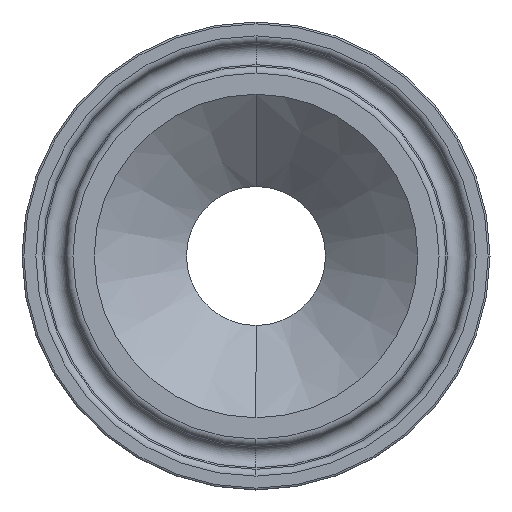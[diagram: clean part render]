
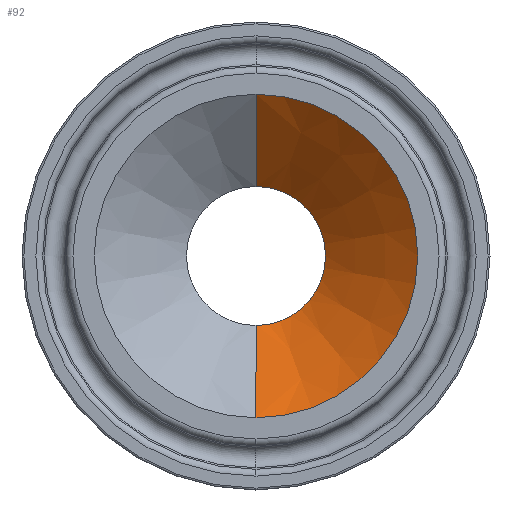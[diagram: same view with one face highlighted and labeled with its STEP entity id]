
A CAD part, left-side view. The second image highlights one B-rep face of the part: STEP entity #92.
In plain terms, the highlighted conical face has half-angle 50.507 degrees and reference radius 7.5 mm.
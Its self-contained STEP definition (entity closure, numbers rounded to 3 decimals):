
#28 = AXIS2_PLACEMENT_3D ( 'NONE', #395, #557, #326 ) ;
#39 = ORIENTED_EDGE ( 'NONE', *, *, #243, .T. ) ;
#52 = DIRECTION ( 'NONE',  ( -1., 0., 0. ) ) ;
#72 = DIRECTION ( 'NONE',  ( -0.636, 0., 0.772 ) ) ;
#80 = CIRCLE ( 'NONE', #143, 7.5 ) ;
#87 = EDGE_CURVE ( 'NONE', #769, #655, #464, .T. ) ;
#92 = ADVANCED_FACE ( 'NONE', ( #1037 ), #1021, .F. ) ;
#93 = AXIS2_PLACEMENT_3D ( 'NONE', #373, #52, #204 ) ;
#108 = CARTESIAN_POINT ( 'NONE',  ( 0., 0., 17.45 ) ) ;
#143 = AXIS2_PLACEMENT_3D ( 'NONE', #165, #885, #982 ) ;
#160 = CARTESIAN_POINT ( 'NONE',  ( 8.2, 0., 7.5 ) ) ;
#165 = CARTESIAN_POINT ( 'NONE',  ( 8.2, 0., 0. ) ) ;
#204 = DIRECTION ( 'NONE',  ( 0., 0., 1. ) ) ;
#221 = ORIENTED_EDGE ( 'NONE', *, *, #231, .F. ) ;
#229 = ORIENTED_EDGE ( 'NONE', *, *, #87, .T. ) ;
#231 = EDGE_CURVE ( 'NONE', #769, #607, #80, .T. ) ;
#243 = EDGE_CURVE ( 'NONE', #655, #374, #662, .T. ) ;
#253 = EDGE_CURVE ( 'NONE', #607, #374, #409, .T. ) ;
#290 = ORIENTED_EDGE ( 'NONE', *, *, #253, .F. ) ;
#301 = VECTOR ( 'NONE', #72, 1000. ) ;
#314 = CARTESIAN_POINT ( 'NONE',  ( 8.2, 0., 7.5 ) ) ;
#326 = DIRECTION ( 'NONE',  ( 0., 0., 1. ) ) ;
#373 = CARTESIAN_POINT ( 'NONE',  ( 8.2, 0., 0. ) ) ;
#374 = VERTEX_POINT ( 'NONE', #108 ) ;
#395 = CARTESIAN_POINT ( 'NONE',  ( 0., 0., 0. ) ) ;
#409 = LINE ( 'NONE', #314, #301 ) ;
#464 = LINE ( 'NONE', #782, #465 ) ;
#465 = VECTOR ( 'NONE', #698, 1000. ) ;
#557 = DIRECTION ( 'NONE',  ( -1., 0., 0. ) ) ;
#572 = CARTESIAN_POINT ( 'NONE',  ( 8.2, 0., -7.5 ) ) ;
#607 = VERTEX_POINT ( 'NONE', #160 ) ;
#655 = VERTEX_POINT ( 'NONE', #883 ) ;
#662 = CIRCLE ( 'NONE', #28, 17.45 ) ;
#698 = DIRECTION ( 'NONE',  ( -0.636, 0., -0.772 ) ) ;
#769 = VERTEX_POINT ( 'NONE', #572 ) ;
#782 = CARTESIAN_POINT ( 'NONE',  ( 8.2, 0., -7.5 ) ) ;
#870 = EDGE_LOOP ( 'NONE', ( #221, #229, #39, #290 ) ) ;
#883 = CARTESIAN_POINT ( 'NONE',  ( 0., 0., -17.45 ) ) ;
#885 = DIRECTION ( 'NONE',  ( -1., 0., 0. ) ) ;
#982 = DIRECTION ( 'NONE',  ( 0., 0., 1. ) ) ;
#1021 = CONICAL_SURFACE ( 'NONE', #93, 7.5, 0.882 ) ;
#1037 = FACE_OUTER_BOUND ( 'NONE', #870, .T. ) ;
